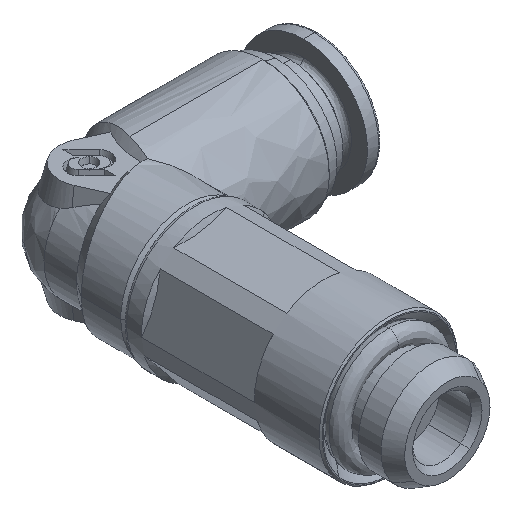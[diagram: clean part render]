
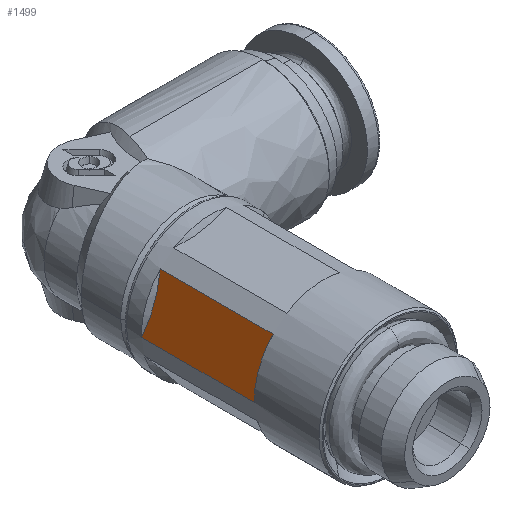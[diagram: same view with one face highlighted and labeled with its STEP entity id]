
A CAD part, isometric view. The second image highlights one B-rep face of the part: STEP entity #1499.
In plain terms, the highlighted free-form (B-spline) face has degree [1, 1] with [2, 2] control points.
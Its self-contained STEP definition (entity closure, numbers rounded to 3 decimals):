
#101 = VERTEX_POINT ( 'NONE', #278 ) ;
#108 = CARTESIAN_POINT ( 'NONE',  ( -5.878, -10.663, 1.41 ) ) ;
#186 = EDGE_CURVE ( 'NONE', #4864, #4221, #2157, .T. ) ;
#248 = CARTESIAN_POINT ( 'NONE',  ( -6.496, -21.052, -0.242 ) ) ;
#278 = CARTESIAN_POINT ( 'NONE',  ( -4.745, -10.4, 4.442 ) ) ;
#445 = CARTESIAN_POINT ( 'NONE',  ( -4.819, -20.942, 4.245 ) ) ;
#492 = CARTESIAN_POINT ( 'NONE',  ( -5.657, -20.7, 2.002 ) ) ;
#642 = CARTESIAN_POINT ( 'NONE',  ( -6.204, -10.558, 0.537 ) ) ;
#1048 = CARTESIAN_POINT ( 'NONE',  ( -6.024, -10.626, 1.02 ) ) ;
#1090 = CARTESIAN_POINT ( 'NONE',  ( -5.694, -10.689, 1.903 ) ) ;
#1120 = CARTESIAN_POINT ( 'NONE',  ( -6.151, -10.58, 0.681 ) ) ;
#1169 = CARTESIAN_POINT ( 'NONE',  ( -5.272, -10.641, 3.034 ) ) ;
#1192 = CARTESIAN_POINT ( 'NONE',  ( -5.253, -10.636, 3.082 ) ) ;
#1418 = CARTESIAN_POINT ( 'NONE',  ( -4.892, -20.901, 4.05 ) ) ;
#1423 = EDGE_CURVE ( 'NONE', #4864, #101, #2240, .T. ) ;
#1499 = ADVANCED_FACE ( 'NONE', ( #4698 ), #4189, .F. ) ;
#1561 = CARTESIAN_POINT ( 'NONE',  ( -6.205, -20.824, 0.537 ) ) ;
#1629 = CARTESIAN_POINT ( 'NONE',  ( -6.079, -10.607, 0.873 ) ) ;
#1636 = CARTESIAN_POINT ( 'NONE',  ( -5.805, -20.713, 1.607 ) ) ;
#1733 = CARTESIAN_POINT ( 'NONE',  ( -6.496, -10.4, -0.242 ) ) ;
#1753 = CARTESIAN_POINT ( 'NONE',  ( -6.496, -20.989, -0.242 ) ) ;
#1767 = CARTESIAN_POINT ( 'NONE',  ( -5.363, -10.663, 2.789 ) ) ;
#1999 = CARTESIAN_POINT ( 'NONE',  ( -5., -20.847, 3.76 ) ) ;
#2075 = CARTESIAN_POINT ( 'NONE',  ( -5.326, -20.733, 2.887 ) ) ;
#2156 = CARTESIAN_POINT ( 'NONE',  ( -5.144, -20.788, 3.375 ) ) ;
#2157 = B_SPLINE_CURVE_WITH_KNOTS ( 'NONE', 3,
 ( #5747, #445, #1418, #1999, #5799, #4208, #5821, #2156, #3245, #6372, #2740, #2075, #3736, #2661, #5362, #492, #4861, #5966, #1636, #4346, #4253, #2185, #4804, #3225, #6446, #1561, #5389, #3195 ),
 .UNSPECIFIED., .F., .F.,
 ( 4, 2, 2, 2, 2, 2, 2, 2, 2, 2, 2, 2, 2, 4 ),
 ( -1., -0.875, -0.813, -0.781, -0.75, -0.688, -0.625, -0.5, -0.438, -0.375, -0.313, -0.281, -0.25, 0. ),
 .UNSPECIFIED. ) ;
#2185 = CARTESIAN_POINT ( 'NONE',  ( -5.969, -20.747, 1.167 ) ) ;
#2240 = B_SPLINE_CURVE_WITH_KNOTS ( 'NONE', 1,
 ( #6325, #4912 ),
 .UNSPECIFIED., .F., .F.,
 ( 2, 2 ),
 ( 0., 1. ),
 .UNSPECIFIED. ) ;
#2348 = CARTESIAN_POINT ( 'NONE',  ( -5.326, -10.655, 2.887 ) ) ;
#2661 = CARTESIAN_POINT ( 'NONE',  ( -5.473, -20.706, 2.494 ) ) ;
#2740 = CARTESIAN_POINT ( 'NONE',  ( -5.253, -20.752, 3.082 ) ) ;
#2783 = CARTESIAN_POINT ( 'NONE',  ( -4.745, -20.989, 4.442 ) ) ;
#2806 = ORIENTED_EDGE ( 'NONE', *, *, #4028, .T. ) ;
#2903 = CARTESIAN_POINT ( 'NONE',  ( -5.198, -10.619, 3.231 ) ) ;
#2933 = ORIENTED_EDGE ( 'NONE', *, *, #1423, .T. ) ;
#3195 = CARTESIAN_POINT ( 'NONE',  ( -6.496, -20.989, -0.242 ) ) ;
#3225 = CARTESIAN_POINT ( 'NONE',  ( -6.024, -20.763, 1.02 ) ) ;
#3245 = CARTESIAN_POINT ( 'NONE',  ( -5.162, -20.782, 3.328 ) ) ;
#3315 = CARTESIAN_POINT ( 'NONE',  ( -5.987, -10.637, 1.118 ) ) ;
#3334 = CARTESIAN_POINT ( 'NONE',  ( -6.133, -10.587, 0.73 ) ) ;
#3453 = CARTESIAN_POINT ( 'NONE',  ( -4.745, -10.4, 4.442 ) ) ;
#3472 = CARTESIAN_POINT ( 'NONE',  ( -4.745, -21.052, 4.442 ) ) ;
#3736 = CARTESIAN_POINT ( 'NONE',  ( -5.363, -20.725, 2.79 ) ) ;
#3853 = CARTESIAN_POINT ( 'NONE',  ( -5.767, -10.682, 1.707 ) ) ;
#3876 = CARTESIAN_POINT ( 'NONE',  ( -6.097, -10.601, 0.826 ) ) ;
#3945 = EDGE_LOOP ( 'NONE', ( #4918, #2806, #5754, #2933 ) ) ;
#3963 = CARTESIAN_POINT ( 'NONE',  ( -5.436, -10.676, 2.594 ) ) ;
#3964 = VERTEX_POINT ( 'NONE', #5266 ) ;
#3988 = CARTESIAN_POINT ( 'NONE',  ( -6.496, -10.336, -0.242 ) ) ;
#4028 = EDGE_CURVE ( 'NONE', #3964, #4221, #4464, .T. ) ;
#4189 = B_SPLINE_SURFACE_WITH_KNOTS ( 'NONE', 1, 1, ( 
 ( #3472, #4525 ),
 ( #248, #3988 ) ),
 .UNSPECIFIED., .F., .F., .F.,
 ( 2, 2 ),
 ( 2, 2 ),
 ( 0., 1. ),
 ( 0., 1. ),
 .UNSPECIFIED. ) ;
#4208 = CARTESIAN_POINT ( 'NONE',  ( -5.09, -20.809, 3.519 ) ) ;
#4221 = VERTEX_POINT ( 'NONE', #4341 ) ;
#4253 = CARTESIAN_POINT ( 'NONE',  ( -5.914, -20.733, 1.314 ) ) ;
#4277 = B_SPLINE_CURVE_WITH_KNOTS ( 'NONE', 3,
 ( #4933, #5982, #4910, #5935, #642, #1120, #3334, #3876, #1629, #1048, #3315, #4822, #108, #3853, #1090, #4882, #5960, #5051, #3963, #1767, #2348, #1169, #1192, #6100, #2903, #6627, #4498, #3453 ),
 .UNSPECIFIED., .F., .F.,
 ( 4, 2, 2, 2, 2, 2, 2, 2, 2, 2, 2, 2, 2, 4 ),
 ( -1., -0.875, -0.812, -0.781, -0.75, -0.687, -0.625, -0.5, -0.437, -0.375, -0.312, -0.281, -0.25, 0. ),
 .UNSPECIFIED. ) ;
#4341 = CARTESIAN_POINT ( 'NONE',  ( -6.496, -20.989, -0.242 ) ) ;
#4346 = CARTESIAN_POINT ( 'NONE',  ( -5.878, -20.725, 1.411 ) ) ;
#4464 = B_SPLINE_CURVE_WITH_KNOTS ( 'NONE', 1,
 ( #1733, #1753 ),
 .UNSPECIFIED., .F., .F.,
 ( 2, 2 ),
 ( 0., 1. ),
 .UNSPECIFIED. ) ;
#4498 = CARTESIAN_POINT ( 'NONE',  ( -4.893, -10.494, 4.047 ) ) ;
#4525 = CARTESIAN_POINT ( 'NONE',  ( -4.745, -10.336, 4.442 ) ) ;
#4698 = FACE_OUTER_BOUND ( 'NONE', #3945, .T. ) ;
#4804 = CARTESIAN_POINT ( 'NONE',  ( -5.987, -20.752, 1.118 ) ) ;
#4822 = CARTESIAN_POINT ( 'NONE',  ( -5.914, -10.655, 1.314 ) ) ;
#4861 = CARTESIAN_POINT ( 'NONE',  ( -5.694, -20.702, 1.903 ) ) ;
#4864 = VERTEX_POINT ( 'NONE', #2783 ) ;
#4882 = CARTESIAN_POINT ( 'NONE',  ( -5.584, -10.689, 2.199 ) ) ;
#4910 = CARTESIAN_POINT ( 'NONE',  ( -6.349, -10.488, 0.151 ) ) ;
#4912 = CARTESIAN_POINT ( 'NONE',  ( -4.745, -10.4, 4.442 ) ) ;
#4918 = ORIENTED_EDGE ( 'NONE', *, *, #6811, .F. ) ;
#4933 = CARTESIAN_POINT ( 'NONE',  ( -6.496, -10.4, -0.242 ) ) ;
#5051 = CARTESIAN_POINT ( 'NONE',  ( -5.473, -10.681, 2.494 ) ) ;
#5266 = CARTESIAN_POINT ( 'NONE',  ( -6.496, -10.4, -0.242 ) ) ;
#5362 = CARTESIAN_POINT ( 'NONE',  ( -5.547, -20.7, 2.298 ) ) ;
#5389 = CARTESIAN_POINT ( 'NONE',  ( -6.348, -20.895, 0.153 ) ) ;
#5747 = CARTESIAN_POINT ( 'NONE',  ( -4.745, -20.989, 4.442 ) ) ;
#5754 = ORIENTED_EDGE ( 'NONE', *, *, #186, .F. ) ;
#5799 = CARTESIAN_POINT ( 'NONE',  ( -5.036, -20.831, 3.663 ) ) ;
#5821 = CARTESIAN_POINT ( 'NONE',  ( -5.108, -20.801, 3.471 ) ) ;
#5935 = CARTESIAN_POINT ( 'NONE',  ( -6.24, -10.541, 0.441 ) ) ;
#5960 = CARTESIAN_POINT ( 'NONE',  ( -5.547, -10.687, 2.297 ) ) ;
#5966 = CARTESIAN_POINT ( 'NONE',  ( -5.768, -20.708, 1.706 ) ) ;
#5982 = CARTESIAN_POINT ( 'NONE',  ( -6.422, -10.447, -0.044 ) ) ;
#6100 = CARTESIAN_POINT ( 'NONE',  ( -5.217, -10.625, 3.18 ) ) ;
#6325 = CARTESIAN_POINT ( 'NONE',  ( -4.745, -20.989, 4.442 ) ) ;
#6372 = CARTESIAN_POINT ( 'NONE',  ( -5.217, -20.763, 3.18 ) ) ;
#6446 = CARTESIAN_POINT ( 'NONE',  ( -6.043, -20.769, 0.97 ) ) ;
#6627 = CARTESIAN_POINT ( 'NONE',  ( -5.036, -10.565, 3.663 ) ) ;
#6811 = EDGE_CURVE ( 'NONE', #3964, #101, #4277, .T. ) ;
